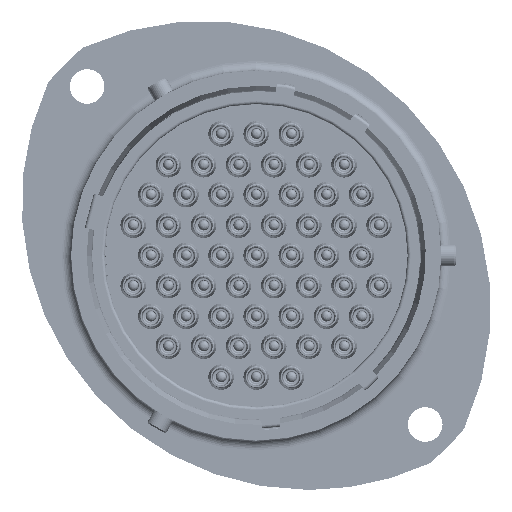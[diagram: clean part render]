
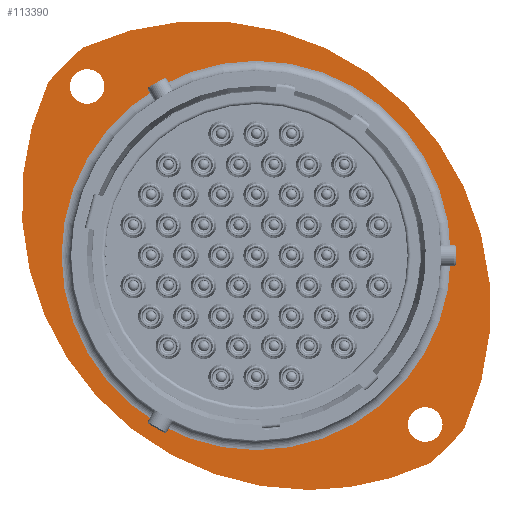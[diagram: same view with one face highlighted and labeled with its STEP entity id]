
A CAD part, left-side view. The second image highlights one B-rep face of the part: STEP entity #113390.
In plain terms, the highlighted planar face has unit normal (-1, 0, 0).
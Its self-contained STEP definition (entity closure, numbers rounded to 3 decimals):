
#3039 = EDGE_CURVE ( 'NONE', #94451, #15182, #13153, .T. ) ;
#3524 = DIRECTION ( 'NONE',  ( -1., 0., 0. ) ) ;
#3914 = CIRCLE ( 'NONE', #16748, 18.305 ) ;
#4501 = DIRECTION ( 'NONE',  ( 0., 0., -1. ) ) ;
#4505 = CARTESIAN_POINT ( 'NONE',  ( 78.89, 7.169, -72.671 ) ) ;
#5125 = CARTESIAN_POINT ( 'NONE',  ( 78.89, 29.524, -50.621 ) ) ;
#6176 = CARTESIAN_POINT ( 'NONE',  ( 78.89, 28.011, -34.729 ) ) ;
#10699 = DIRECTION ( 'NONE',  ( -1., 0., 0. ) ) ;
#13153 = CIRCLE ( 'NONE', #101621, 1.625 ) ;
#15182 = VERTEX_POINT ( 'NONE', #22297 ) ;
#15789 = DIRECTION ( 'NONE',  ( -1., 0., 0. ) ) ;
#15879 = AXIS2_PLACEMENT_3D ( 'NONE', #41794, #15789, #68003 ) ;
#16500 = CIRCLE ( 'NONE', #82680, 25.45 ) ;
#16728 = AXIS2_PLACEMENT_3D ( 'NONE', #6176, #3524, #49882 ) ;
#16748 = AXIS2_PLACEMENT_3D ( 'NONE', #46527, #22759, #29286 ) ;
#18047 = AXIS2_PLACEMENT_3D ( 'NONE', #109845, #30923, #4501 ) ;
#20383 = DIRECTION ( 'NONE',  ( -1., 0., 0. ) ) ;
#21843 = ORIENTED_EDGE ( 'NONE', *, *, #74229, .F. ) ;
#22297 = CARTESIAN_POINT ( 'NONE',  ( 78.89, -3.774, -68.138 ) ) ;
#22759 = DIRECTION ( 'NONE',  ( 1., 0., 0. ) ) ;
#23263 = ORIENTED_EDGE ( 'NONE', *, *, #110457, .T. ) ;
#23359 = DIRECTION ( 'NONE',  ( 0., 0., -1. ) ) ;
#24810 = CARTESIAN_POINT ( 'NONE',  ( 78.89, 12.119, -32.316 ) ) ;
#24816 = VERTEX_POINT ( 'NONE', #90248 ) ;
#26326 = FACE_OUTER_BOUND ( 'NONE', #77930, .T. ) ;
#28806 = DIRECTION ( 'NONE',  ( 0., 0., -1. ) ) ;
#29286 = DIRECTION ( 'NONE',  ( 0., 0., -1. ) ) ;
#30462 = DIRECTION ( 'NONE',  ( 0., 0., -1. ) ) ;
#30835 = VERTEX_POINT ( 'NONE', #59952 ) ;
#30923 = DIRECTION ( 'NONE',  ( -1., 0., 0. ) ) ;
#30976 = EDGE_LOOP ( 'NONE', ( #21843, #96330 ) ) ;
#31149 = EDGE_CURVE ( 'NONE', #34138, #39848, #99656, .T. ) ;
#31441 = CARTESIAN_POINT ( 'NONE',  ( 78.89, 28.011, -33.104 ) ) ;
#31745 = CARTESIAN_POINT ( 'NONE',  ( 78.89, -3.774, -66.513 ) ) ;
#33064 = EDGE_CURVE ( 'NONE', #30835, #35154, #66743, .T. ) ;
#34138 = VERTEX_POINT ( 'NONE', #31441 ) ;
#34529 = FACE_BOUND ( 'NONE', #75954, .T. ) ;
#35154 = VERTEX_POINT ( 'NONE', #24810 ) ;
#38380 = AXIS2_PLACEMENT_3D ( 'NONE', #86921, #52585, #96100 ) ;
#39848 = VERTEX_POINT ( 'NONE', #84340 ) ;
#41513 = ORIENTED_EDGE ( 'NONE', *, *, #109449, .T. ) ;
#41794 = CARTESIAN_POINT ( 'NONE',  ( 78.89, 17.068, -55.571 ) ) ;
#42140 = VERTEX_POINT ( 'NONE', #67188 ) ;
#42324 = CARTESIAN_POINT ( 'NONE',  ( 78.89, 12.119, -50.621 ) ) ;
#43201 = AXIS2_PLACEMENT_3D ( 'NONE', #93714, #48286, #23359 ) ;
#46527 = CARTESIAN_POINT ( 'NONE',  ( 78.89, 12.119, -50.621 ) ) ;
#46862 = ORIENTED_EDGE ( 'NONE', *, *, #65831, .T. ) ;
#47202 = CARTESIAN_POINT ( 'NONE',  ( 78.89, 12.119, -50.621 ) ) ;
#48286 = DIRECTION ( 'NONE',  ( -1., 0., 0. ) ) ;
#49325 = AXIS2_PLACEMENT_3D ( 'NONE', #31745, #111464, #102924 ) ;
#49882 = DIRECTION ( 'NONE',  ( 0., 0., -1. ) ) ;
#52585 = DIRECTION ( 'NONE',  ( -1., 0., 0. ) ) ;
#53277 = CARTESIAN_POINT ( 'NONE',  ( 78.89, 12.119, -50.621 ) ) ;
#59756 = CARTESIAN_POINT ( 'NONE',  ( 78.89, -4.172, -70.174 ) ) ;
#59952 = CARTESIAN_POINT ( 'NONE',  ( 78.89, 12.119, -68.926 ) ) ;
#60338 = CIRCLE ( 'NONE', #49325, 1.625 ) ;
#63740 = CARTESIAN_POINT ( 'NONE',  ( 78.89, -7.435, -66.911 ) ) ;
#64723 = EDGE_CURVE ( 'NONE', #39848, #34138, #107355, .T. ) ;
#65313 = DIRECTION ( 'NONE',  ( -1., 0., 0. ) ) ;
#65831 = EDGE_CURVE ( 'NONE', #90968, #69672, #94213, .T. ) ;
#66743 = CIRCLE ( 'NONE', #69326, 18.305 ) ;
#67188 = CARTESIAN_POINT ( 'NONE',  ( 78.89, 31.672, -34.33 ) ) ;
#68003 = DIRECTION ( 'NONE',  ( 0., 0., -1. ) ) ;
#68721 = CIRCLE ( 'NONE', #38380, 27. ) ;
#69012 = AXIS2_PLACEMENT_3D ( 'NONE', #53277, #10699, #79823 ) ;
#69326 = AXIS2_PLACEMENT_3D ( 'NONE', #42324, #86282, #112489 ) ;
#69672 = VERTEX_POINT ( 'NONE', #59756 ) ;
#72545 = CARTESIAN_POINT ( 'NONE',  ( 78.89, -3.774, -66.513 ) ) ;
#74229 = EDGE_CURVE ( 'NONE', #15182, #94451, #60338, .T. ) ;
#74331 = FACE_BOUND ( 'NONE', #30976, .T. ) ;
#75954 = EDGE_LOOP ( 'NONE', ( #80982, #77615 ) ) ;
#77009 = CIRCLE ( 'NONE', #15879, 27. ) ;
#77615 = ORIENTED_EDGE ( 'NONE', *, *, #98167, .T. ) ;
#77930 = EDGE_LOOP ( 'NONE', ( #23263, #46862, #84419, #95125, #41513 ) ) ;
#78990 = ORIENTED_EDGE ( 'NONE', *, *, #64723, .F. ) ;
#79823 = DIRECTION ( 'NONE',  ( 0., 0., 1. ) ) ;
#80949 = ORIENTED_EDGE ( 'NONE', *, *, #31149, .F. ) ;
#80982 = ORIENTED_EDGE ( 'NONE', *, *, #33064, .T. ) ;
#82680 = AXIS2_PLACEMENT_3D ( 'NONE', #47202, #65313, #108450 ) ;
#83152 = DIRECTION ( 'NONE',  ( 1., 0., 0. ) ) ;
#84340 = CARTESIAN_POINT ( 'NONE',  ( 78.89, 28.011, -36.354 ) ) ;
#84419 = ORIENTED_EDGE ( 'NONE', *, *, #102275, .T. ) ;
#86282 = DIRECTION ( 'NONE',  ( 1., 0., 0. ) ) ;
#86728 = EDGE_LOOP ( 'NONE', ( #78990, #80949 ) ) ;
#86921 = CARTESIAN_POINT ( 'NONE',  ( 78.89, 7.169, -45.671 ) ) ;
#90248 = CARTESIAN_POINT ( 'NONE',  ( 78.89, 28.409, -31.068 ) ) ;
#90968 = VERTEX_POINT ( 'NONE', #4505 ) ;
#93497 = PLANE ( 'NONE',  #114196 ) ;
#93551 = VERTEX_POINT ( 'NONE', #63740 ) ;
#93714 = CARTESIAN_POINT ( 'NONE',  ( 78.89, 7.169, -45.671 ) ) ;
#94213 = CIRCLE ( 'NONE', #43201, 27. ) ;
#94451 = VERTEX_POINT ( 'NONE', #96930 ) ;
#94573 = CIRCLE ( 'NONE', #69012, 25.45 ) ;
#95125 = ORIENTED_EDGE ( 'NONE', *, *, #106032, .T. ) ;
#96100 = DIRECTION ( 'NONE',  ( 0., 0., -1. ) ) ;
#96330 = ORIENTED_EDGE ( 'NONE', *, *, #3039, .F. ) ;
#96930 = CARTESIAN_POINT ( 'NONE',  ( 78.89, -3.774, -64.888 ) ) ;
#98167 = EDGE_CURVE ( 'NONE', #35154, #30835, #3914, .T. ) ;
#99656 = CIRCLE ( 'NONE', #16728, 1.625 ) ;
#101621 = AXIS2_PLACEMENT_3D ( 'NONE', #72545, #20383, #28806 ) ;
#102005 = FACE_BOUND ( 'NONE', #86728, .T. ) ;
#102275 = EDGE_CURVE ( 'NONE', #69672, #93551, #94573, .T. ) ;
#102924 = DIRECTION ( 'NONE',  ( 0., 0., -1. ) ) ;
#106032 = EDGE_CURVE ( 'NONE', #93551, #24816, #77009, .T. ) ;
#107355 = CIRCLE ( 'NONE', #18047, 1.625 ) ;
#108450 = DIRECTION ( 'NONE',  ( 0., 0., 1. ) ) ;
#109449 = EDGE_CURVE ( 'NONE', #24816, #42140, #16500, .T. ) ;
#109845 = CARTESIAN_POINT ( 'NONE',  ( 78.89, 28.011, -34.729 ) ) ;
#110457 = EDGE_CURVE ( 'NONE', #42140, #90968, #68721, .T. ) ;
#111464 = DIRECTION ( 'NONE',  ( -1., 0., 0. ) ) ;
#112489 = DIRECTION ( 'NONE',  ( 0., 0., -1. ) ) ;
#113390 = ADVANCED_FACE ( 'NONE', ( #34529, #74331, #102005, #26326 ), #93497, .F. ) ;
#114196 = AXIS2_PLACEMENT_3D ( 'NONE', #5125, #83152, #30462 ) ;
